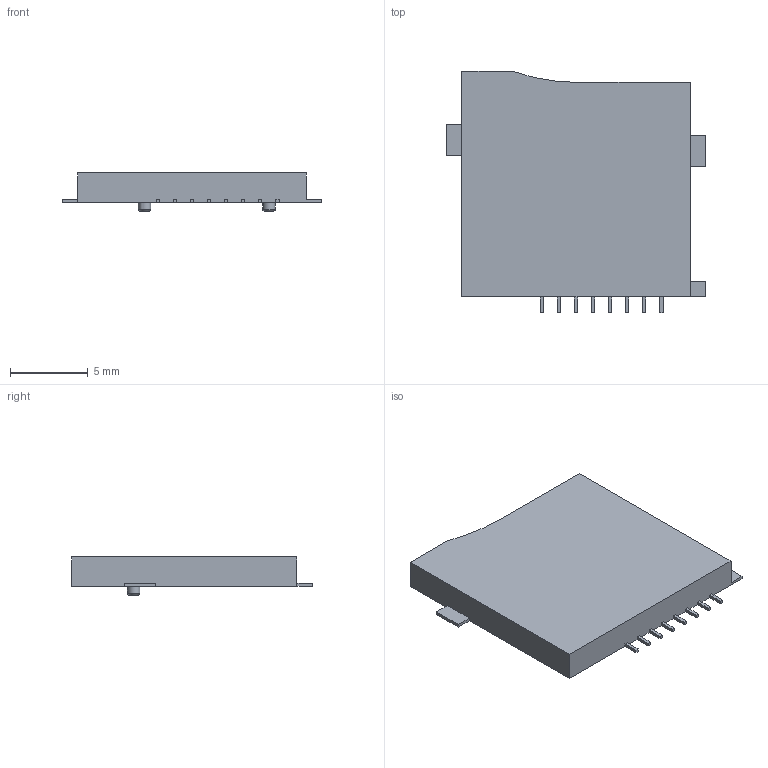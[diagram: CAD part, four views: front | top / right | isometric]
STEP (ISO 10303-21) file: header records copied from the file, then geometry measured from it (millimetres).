
FILE_DESCRIPTION(/* description */ (''),/* implementation_level */ '2;1');
FILE_NAME(/* name */ 'SD_slot v4.step',/* time_stamp */ '2024-09-22T20:40:21-07:00',/* author */ (''),/* organization */ (''),/* preprocessor_version */ 'ST-DEVELOPER v20',/* originating_system */ 'Autodesk Translation Framework v13.20.0.188',/* authorisation */ '');
FILE_SCHEMA (('AUTOMOTIVE_DESIGN { 1 0 10303 214 3 1 1 }'));
Length unit declared in the file: millimetre
Products named in the file (1): SD_slot
Bounding box: 16.7 x 15.5 x 2.45 mm (x, y, z)
Volume: 393.5 mm3; surface area: 542.2 mm2
Topology: 1 solids, 1 shells, 57 faces, 159 edges, 106 vertices
Faces by surface type: plane 52, cylinder 3, torus 2
Full cylindrical faces by diameter (mm): 0.8 x2
Entity records: 1858 total; most frequent: CARTESIAN_POINT 323, ORIENTED_EDGE 318, DIRECTION 287, EDGE_CURVE 159, LINE 147, VECTOR 147, VERTEX_POINT 106, AXIS2_PLACEMENT_3D 70
